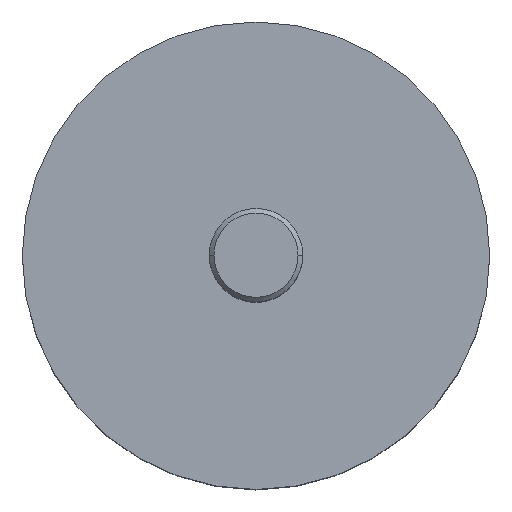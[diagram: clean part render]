
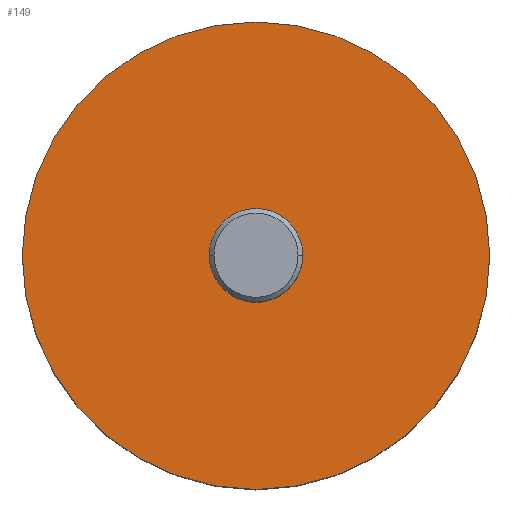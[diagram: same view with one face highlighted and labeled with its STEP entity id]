
A CAD part, top view. The second image highlights one B-rep face of the part: STEP entity #149.
In plain terms, the highlighted planar face has unit normal (0, 0, 1).
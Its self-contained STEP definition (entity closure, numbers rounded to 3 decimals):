
#1 = DIRECTION ( 'NONE',  ( 0., 0., 1. ) ) ;
#4 = AXIS2_PLACEMENT_3D ( 'NONE', #89, #267, #184 ) ;
#13 = CIRCLE ( 'NONE', #356, 5. ) ;
#17 = FACE_OUTER_BOUND ( 'NONE', #33, .T. ) ;
#18 = EDGE_CURVE ( 'NONE', #376, #290, #204, .T. ) ;
#20 = ORIENTED_EDGE ( 'NONE', *, *, #351, .F. ) ;
#33 = EDGE_LOOP ( 'NONE', ( #283, #67 ) ) ;
#36 = EDGE_CURVE ( 'NONE', #290, #376, #119, .T. ) ;
#58 = CARTESIAN_POINT ( 'NONE',  ( -5., 0., 30. ) ) ;
#67 = ORIENTED_EDGE ( 'NONE', *, *, #36, .T. ) ;
#89 = CARTESIAN_POINT ( 'NONE',  ( 0., 0., 30. ) ) ;
#93 = DIRECTION ( 'NONE',  ( 1., 0., 0. ) ) ;
#104 = CARTESIAN_POINT ( 'NONE',  ( 5., 0., 30. ) ) ;
#105 = DIRECTION ( 'NONE',  ( 1., 0., 0. ) ) ;
#119 = CIRCLE ( 'NONE', #4, 25. ) ;
#138 = EDGE_LOOP ( 'NONE', ( #145, #20 ) ) ;
#141 = EDGE_CURVE ( 'NONE', #250, #364, #13, .T. ) ;
#143 = DIRECTION ( 'NONE',  ( 1., 0., 0. ) ) ;
#145 = ORIENTED_EDGE ( 'NONE', *, *, #141, .F. ) ;
#146 = CARTESIAN_POINT ( 'NONE',  ( 0., 0., 30. ) ) ;
#149 = ADVANCED_FACE ( 'NONE', ( #249, #17 ), #276, .T. ) ;
#162 = AXIS2_PLACEMENT_3D ( 'NONE', #288, #291, #105 ) ;
#176 = DIRECTION ( 'NONE',  ( 0., 0., 1. ) ) ;
#178 = AXIS2_PLACEMENT_3D ( 'NONE', #146, #176, #143 ) ;
#184 = DIRECTION ( 'NONE',  ( 1., 0., 0. ) ) ;
#204 = CIRCLE ( 'NONE', #178, 25. ) ;
#214 = AXIS2_PLACEMENT_3D ( 'NONE', #274, #1, #93 ) ;
#245 = DIRECTION ( 'NONE',  ( 0., 0., 1. ) ) ;
#249 = FACE_BOUND ( 'NONE', #138, .T. ) ;
#250 = VERTEX_POINT ( 'NONE', #58 ) ;
#251 = DIRECTION ( 'NONE',  ( 1., 0., 0. ) ) ;
#267 = DIRECTION ( 'NONE',  ( 0., 0., 1. ) ) ;
#274 = CARTESIAN_POINT ( 'NONE',  ( 0., 0., 30. ) ) ;
#276 = PLANE ( 'NONE',  #214 ) ;
#283 = ORIENTED_EDGE ( 'NONE', *, *, #18, .T. ) ;
#288 = CARTESIAN_POINT ( 'NONE',  ( 0., 0., 30. ) ) ;
#290 = VERTEX_POINT ( 'NONE', #372 ) ;
#291 = DIRECTION ( 'NONE',  ( 0., 0., 1. ) ) ;
#322 = CARTESIAN_POINT ( 'NONE',  ( -25., 0., 30. ) ) ;
#323 = CIRCLE ( 'NONE', #162, 5. ) ;
#351 = EDGE_CURVE ( 'NONE', #364, #250, #323, .T. ) ;
#356 = AXIS2_PLACEMENT_3D ( 'NONE', #367, #245, #251 ) ;
#364 = VERTEX_POINT ( 'NONE', #104 ) ;
#367 = CARTESIAN_POINT ( 'NONE',  ( 0., 0., 30. ) ) ;
#372 = CARTESIAN_POINT ( 'NONE',  ( 25., 0., 30. ) ) ;
#376 = VERTEX_POINT ( 'NONE', #322 ) ;
